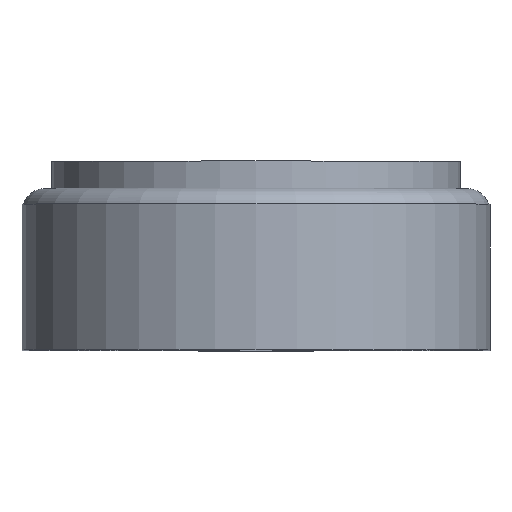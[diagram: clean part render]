
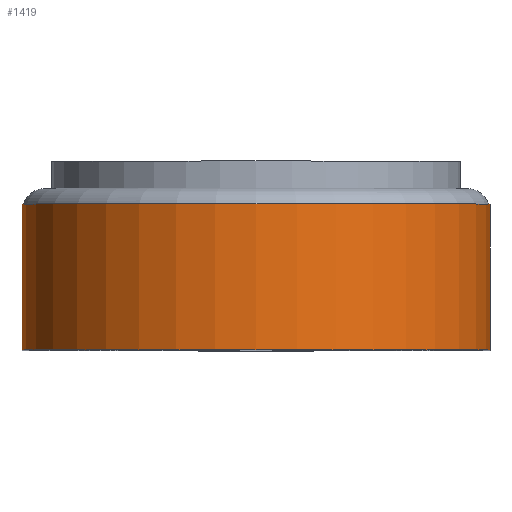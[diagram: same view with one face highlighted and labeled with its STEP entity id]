
A CAD part, top view. The second image highlights one B-rep face of the part: STEP entity #1419.
In plain terms, the highlighted cylindrical face has radius 30 mm (diameter 60 mm), a partial arc.
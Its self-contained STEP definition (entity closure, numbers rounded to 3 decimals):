
#166=FACE_OUTER_BOUND('',#260,.T.);
#260=EDGE_LOOP('',(#1295,#1296,#1297,#1298));
#369=LINE('',#2529,#478);
#371=LINE('',#2534,#480);
#478=VECTOR('',#2034,10.);
#480=VECTOR('',#2040,10.);
#510=CIRCLE('',#1486,30.);
#567=CIRCLE('',#1600,30.);
#629=VERTEX_POINT('',#2230);
#630=VERTEX_POINT('',#2232);
#700=VERTEX_POINT('',#2528);
#701=VERTEX_POINT('',#2533);
#783=EDGE_CURVE('',#629,#630,#510,.T.);
#900=EDGE_CURVE('',#630,#700,#369,.T.);
#902=EDGE_CURVE('',#629,#701,#371,.T.);
#903=EDGE_CURVE('',#700,#701,#567,.T.);
#1295=ORIENTED_EDGE('',*,*,#783,.F.);
#1296=ORIENTED_EDGE('',*,*,#902,.T.);
#1297=ORIENTED_EDGE('',*,*,#903,.F.);
#1298=ORIENTED_EDGE('',*,*,#900,.F.);
#1340=CYLINDRICAL_SURFACE('',#1599,30.);
#1419=ADVANCED_FACE('',(#166),#1340,.T.);
#1486=AXIS2_PLACEMENT_3D('',#2233,#1756,#1757);
#1599=AXIS2_PLACEMENT_3D('',#2532,#2038,#2039);
#1600=AXIS2_PLACEMENT_3D('',#2535,#2041,#2042);
#1756=DIRECTION('center_axis',(0.,1.,0.));
#1757=DIRECTION('ref_axis',(-1.,0.,0.));
#2034=DIRECTION('',(0.,-1.,0.));
#2038=DIRECTION('center_axis',(0.,-1.,0.));
#2039=DIRECTION('ref_axis',(-1.,0.,0.));
#2040=DIRECTION('',(0.,-1.,0.));
#2041=DIRECTION('center_axis',(0.,-1.,0.));
#2042=DIRECTION('ref_axis',(-1.,0.,0.));
#2230=CARTESIAN_POINT('',(-30.,48.7,0.));
#2232=CARTESIAN_POINT('',(30.,48.7,0.));
#2233=CARTESIAN_POINT('Origin',(0.,48.7,
0.));
#2528=CARTESIAN_POINT('',(30.,30.,0.));
#2529=CARTESIAN_POINT('',(30.,50.7,0.));
#2532=CARTESIAN_POINT('Origin',(0.,50.7,
0.));
#2533=CARTESIAN_POINT('',(-30.,30.,0.));
#2534=CARTESIAN_POINT('',(-30.,50.7,0.));
#2535=CARTESIAN_POINT('Origin',(0.,30.,0.));
